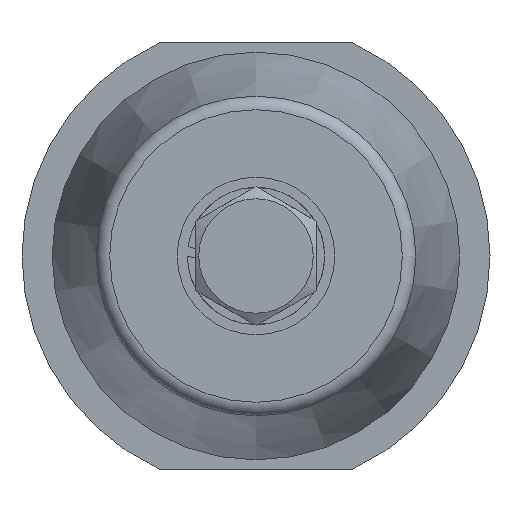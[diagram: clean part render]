
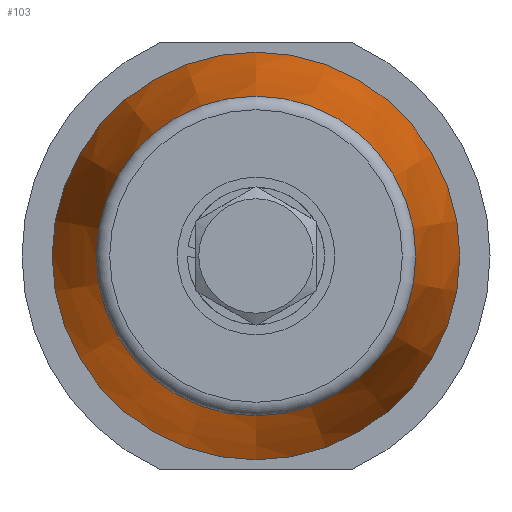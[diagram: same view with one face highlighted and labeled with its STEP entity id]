
A CAD part, front view. The second image highlights one B-rep face of the part: STEP entity #103.
In plain terms, the highlighted conical face has half-angle 12 degrees and reference radius 17 mm.
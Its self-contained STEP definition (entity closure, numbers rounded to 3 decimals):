
#103 = ADVANCED_FACE ( 'NONE', ( #536, #966 ), #434, .T. ) ;
#166 = VERTEX_POINT ( 'NONE', #964 ) ;
#224 = AXIS2_PLACEMENT_3D ( 'NONE', #1415, #433, #1586 ) ;
#433 = DIRECTION ( 'NONE',  ( 0., 1., 0. ) ) ;
#434 = CONICAL_SURFACE ( 'NONE', #1167, 17., 0.209 ) ;
#475 = ORIENTED_EDGE ( 'NONE', *, *, #1743, .F. ) ;
#536 = FACE_BOUND ( 'NONE', #1569, .T. ) ;
#566 = AXIS2_PLACEMENT_3D ( 'NONE', #623, #1784, #791 ) ;
#571 = EDGE_LOOP ( 'NONE', ( #475 ) ) ;
#623 = CARTESIAN_POINT ( 'NONE',  ( 0., -28.812, 0. ) ) ;
#791 = DIRECTION ( 'NONE',  ( 0., 0., -1. ) ) ;
#964 = CARTESIAN_POINT ( 'NONE',  ( 0., -28.812, -17.253 ) ) ;
#966 = FACE_OUTER_BOUND ( 'NONE', #571, .T. ) ;
#1040 = CIRCLE ( 'NONE', #566, 17.253 ) ;
#1159 = DIRECTION ( 'NONE',  ( 0., 0., 1. ) ) ;
#1167 = AXIS2_PLACEMENT_3D ( 'NONE', #1664, #1333, #1159 ) ;
#1277 = EDGE_CURVE ( 'NONE', #166, #166, #1040, .T. ) ;
#1333 = DIRECTION ( 'NONE',  ( 0., 1., 0. ) ) ;
#1415 = CARTESIAN_POINT ( 'NONE',  ( 0., -6.5, 0. ) ) ;
#1471 = CARTESIAN_POINT ( 'NONE',  ( 0., -6.5, 21.995 ) ) ;
#1510 = CIRCLE ( 'NONE', #224, 21.995 ) ;
#1569 = EDGE_LOOP ( 'NONE', ( #1700 ) ) ;
#1586 = DIRECTION ( 'NONE',  ( 0., 0., 1. ) ) ;
#1664 = CARTESIAN_POINT ( 'NONE',  ( 0., -30., 0. ) ) ;
#1700 = ORIENTED_EDGE ( 'NONE', *, *, #1277, .T. ) ;
#1743 = EDGE_CURVE ( 'NONE', #1832, #1832, #1510, .T. ) ;
#1784 = DIRECTION ( 'NONE',  ( 0., 1., 0. ) ) ;
#1832 = VERTEX_POINT ( 'NONE', #1471 ) ;
